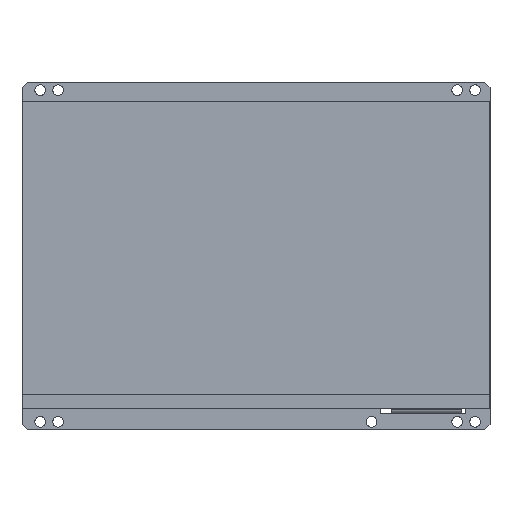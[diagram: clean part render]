
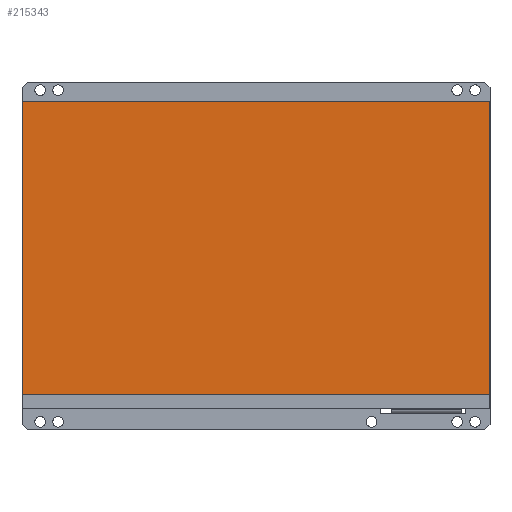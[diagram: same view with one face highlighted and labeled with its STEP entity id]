
A CAD part, top view. The second image highlights one B-rep face of the part: STEP entity #215343.
In plain terms, the highlighted face is planar.
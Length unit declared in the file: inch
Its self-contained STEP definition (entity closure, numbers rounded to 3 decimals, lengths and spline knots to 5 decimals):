
#16737 = LINE ( 'NONE', #184955, #243394 ) ;
#24607 = ORIENTED_EDGE ( 'NONE', *, *, #58837, .T. ) ;
#25156 = AXIS2_PLACEMENT_3D ( 'NONE', #60561, #280191, #148775 ) ;
#33365 = ORIENTED_EDGE ( 'NONE', *, *, #36512, .T. ) ;
#36512 = EDGE_CURVE ( 'NONE', #94574, #233739, #53195, .T. ) ;
#37761 = CARTESIAN_POINT ( 'NONE',  ( -3.29528, 0.06102, 1.99291 ) ) ;
#49769 = LINE ( 'NONE', #37761, #211176 ) ;
#53195 = LINE ( 'NONE', #60055, #279757 ) ;
#58837 = EDGE_CURVE ( 'NONE', #275392, #194530, #49769, .T. ) ;
#59907 = DIRECTION ( 'NONE',  ( 1., 0., 0. ) ) ;
#60055 = CARTESIAN_POINT ( 'NONE',  ( -3.29528, 0.06102, -2.11417 ) ) ;
#60561 = CARTESIAN_POINT ( 'NONE',  ( 0., 0.06102, 0. ) ) ;
#62135 = ORIENTED_EDGE ( 'NONE', *, *, #214304, .T. ) ;
#76956 = LINE ( 'NONE', #137966, #245091 ) ;
#82193 = DIRECTION ( 'NONE',  ( -1., 0., 0. ) ) ;
#94574 = VERTEX_POINT ( 'NONE', #128418 ) ;
#102622 = CARTESIAN_POINT ( 'NONE',  ( -3.29528, 0.06102, -2.11417 ) ) ;
#116009 = DIRECTION ( 'NONE',  ( 0., 0., -1. ) ) ;
#126414 = EDGE_LOOP ( 'NONE', ( #143829, #24607, #62135, #33365 ) ) ;
#126673 = PLANE ( 'NONE',  #25156 ) ;
#128418 = CARTESIAN_POINT ( 'NONE',  ( 3.26378, 0.06102, -2.11417 ) ) ;
#137966 = CARTESIAN_POINT ( 'NONE',  ( 3.26378, 0.06102, -2.11417 ) ) ;
#143829 = ORIENTED_EDGE ( 'NONE', *, *, #223487, .T. ) ;
#148775 = DIRECTION ( 'NONE',  ( 0., 0., 1. ) ) ;
#184955 = CARTESIAN_POINT ( 'NONE',  ( -3.29528, 0.06102, -2.11417 ) ) ;
#194530 = VERTEX_POINT ( 'NONE', #254846 ) ;
#211176 = VECTOR ( 'NONE', #59907, 39.37008 ) ;
#214304 = EDGE_CURVE ( 'NONE', #194530, #94574, #76956, .T. ) ;
#215343 = ADVANCED_FACE ( 'NONE', ( #225248 ), #126673, .T. ) ;
#223487 = EDGE_CURVE ( 'NONE', #233739, #275392, #16737, .T. ) ;
#225248 = FACE_OUTER_BOUND ( 'NONE', #126414, .T. ) ;
#233739 = VERTEX_POINT ( 'NONE', #102622 ) ;
#233833 = CARTESIAN_POINT ( 'NONE',  ( -3.29528, 0.06102, 1.99291 ) ) ;
#243394 = VECTOR ( 'NONE', #251206, 39.37008 ) ;
#245091 = VECTOR ( 'NONE', #116009, 39.37008 ) ;
#251206 = DIRECTION ( 'NONE',  ( 0., 0., 1. ) ) ;
#254846 = CARTESIAN_POINT ( 'NONE',  ( 3.26378, 0.06102, 1.99291 ) ) ;
#275392 = VERTEX_POINT ( 'NONE', #233833 ) ;
#279757 = VECTOR ( 'NONE', #82193, 39.37008 ) ;
#280191 = DIRECTION ( 'NONE',  ( 0., 1., 0. ) ) ;
